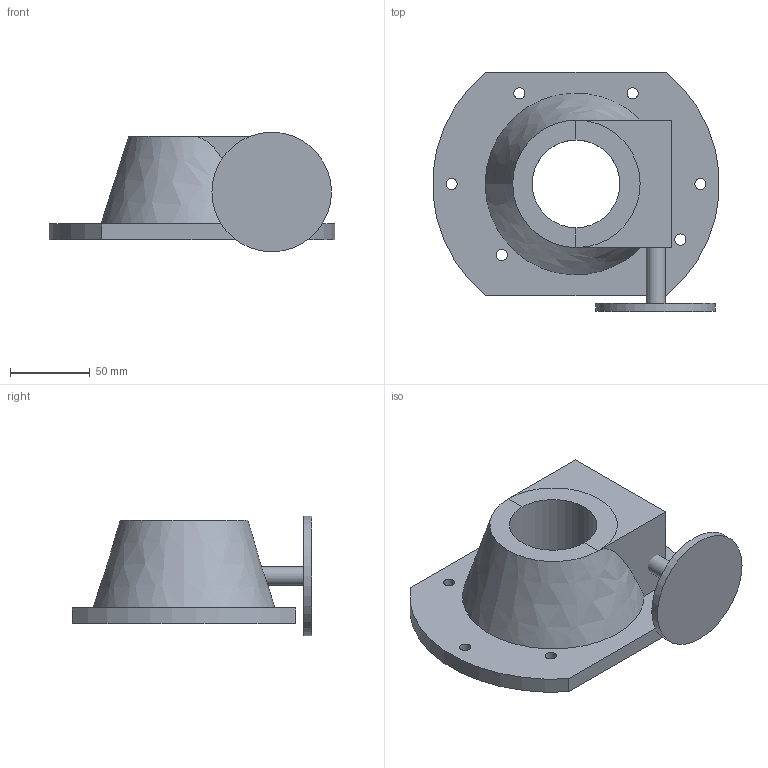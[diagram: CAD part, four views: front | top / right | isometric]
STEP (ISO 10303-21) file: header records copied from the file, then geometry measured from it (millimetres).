
FILE_DESCRIPTION(('FreeCAD Model'),'2;1');
FILE_NAME('worm.step','2014-03-07T01:12:38' ,('FreeCAD'),('FreeCAD'),'Open CASCADE STEP processor 6.5','FreeCAD', 'Unknown');
FILE_SCHEMA(('AUTOMOTIVE_DESIGN_CC2 { 1 2 10303 214 -1 1 5 4 }'));
Length unit declared in the file: millimetre
Products named in the file (2): wGear; worm
Bounding box: 179.41 x 150 x 75 mm (x, y, z)
Volume: 544735.5 mm3; surface area: 87610.9 mm2
Topology: 2 solids, 2 shells, 33 faces, 72 edges, 45 vertices
Faces by surface type: plane 20, cylinder 12, bspline 1
Full cylindrical faces by diameter (mm): 7 x6, 12 x1, 55 x1, 75 x1, 108 x1
Entity records: 2765 total; most frequent: CARTESIAN_POINT 1331, DIRECTION 249, ORIENTED_EDGE 140, PCURVE 140, DEFINITIONAL_REPRESENTATION 140, LINE 116, VECTOR 116, EDGE_CURVE 70
